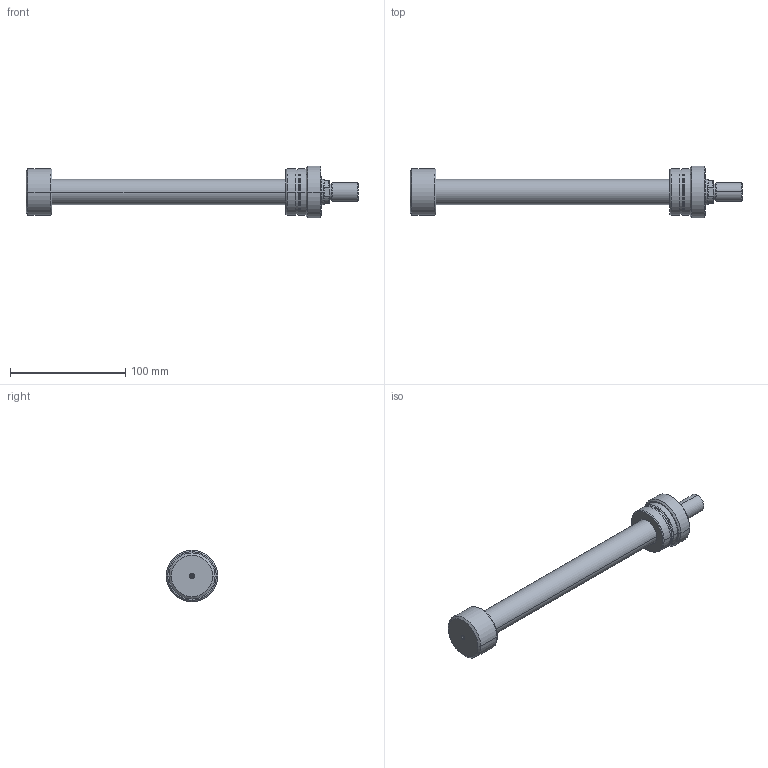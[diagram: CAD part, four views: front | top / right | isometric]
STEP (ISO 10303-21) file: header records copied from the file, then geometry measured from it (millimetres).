
FILE_DESCRIPTION (( 'STEP AP203' ), '1' );
FILE_NAME ('bb4d.STEP', '2025-05-05T14:55:06', ( '' ), ( '' ), 'SwSTEP 2.0', 'SolidWorks 2019', '' );
FILE_SCHEMA (( 'CONFIG_CONTROL_DESIGN' ));
Length unit declared in the file: millimetre
Products named in the file (4): V400CL_VC_X 2c711db99d55d40418cac3133b14efd3; V400CL_PC_X 2c711db99d55d40418cac3133b14efd3; V450CM_MALE_METRIC 2c711db99d55d40418cac3133b14efd3; bb4d
Assembly tree (3 placements, depth 2):
  bb4d
    V400CL_PC_X 2c711db99d55d40418cac3133b14efd3
    V400CL_VC_X 2c711db99d55d40418cac3133b14efd3
    V450CM_MALE_METRIC 2c711db99d55d40418cac3133b14efd3
Bounding box: 288 x 45 x 45 mm (x, y, z)
Volume: 154260.6 mm3; surface area: 32324.4 mm2
Topology: 3 solids, 3 shells, 92 faces, 194 edges, 114 vertices
Faces by surface type: cylinder 34, cone 32, plane 22, torus 4
Entity records: 2864 total; most frequent: DIRECTION 486, CARTESIAN_POINT 426, ORIENTED_EDGE 380, AXIS2_PLACEMENT_3D 206, EDGE_CURVE 190, VERTEX_POINT 114, CIRCLE 108, EDGE_LOOP 104
